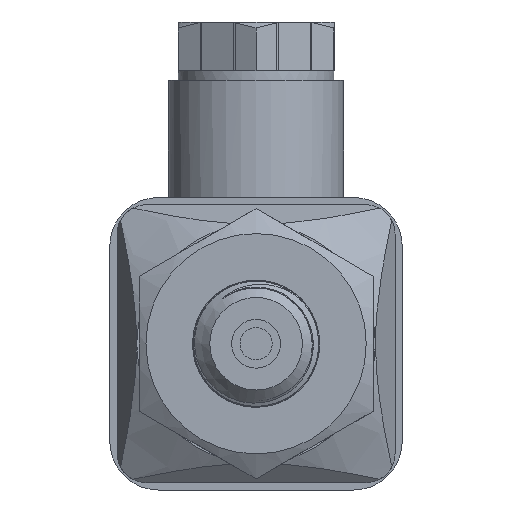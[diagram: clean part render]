
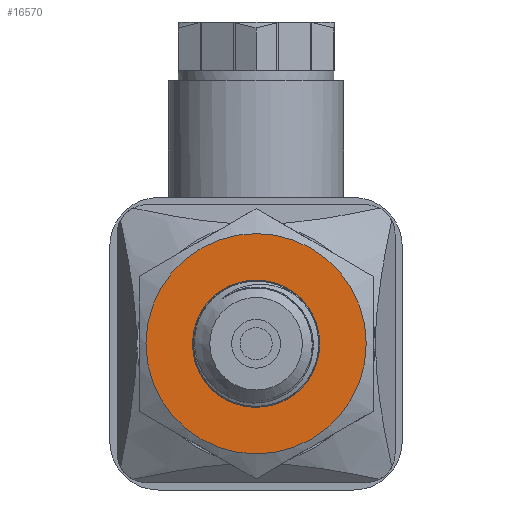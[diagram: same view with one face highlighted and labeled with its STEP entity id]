
A CAD part, left-side view. The second image highlights one B-rep face of the part: STEP entity #16570.
In plain terms, the highlighted planar face has unit normal (-1, 0, 0).
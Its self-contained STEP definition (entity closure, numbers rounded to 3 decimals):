
#191=PLANE('',#17521);
#651=FACE_BOUND('',#2292,.T.);
#1308=FACE_OUTER_BOUND('',#2291,.T.);
#2291=EDGE_LOOP('',(#12660));
#2292=EDGE_LOOP('',(#12661));
#3144=CIRCLE('',#17500,11.3);
#3149=CIRCLE('',#17517,6.5);
#7521=VERTEX_POINT('',#29190);
#7539=VERTEX_POINT('',#32713);
#9377=EDGE_CURVE('',#7521,#7521,#3144,.T.);
#9411=EDGE_CURVE('',#7539,#7539,#3149,.T.);
#12660=ORIENTED_EDGE('',*,*,#9377,.T.);
#12661=ORIENTED_EDGE('',*,*,#9411,.T.);
#16570=ADVANCED_FACE('',(#1308,#651),#191,.T.);
#17500=AXIS2_PLACEMENT_3D('',#29192,#19084,#19085);
#17517=AXIS2_PLACEMENT_3D('',#32714,#19126,#19127);
#17521=AXIS2_PLACEMENT_3D('',#32720,#19134,#19135);
#19084=DIRECTION('center_axis',(-1.,0.,0.));
#19085=DIRECTION('ref_axis',(0.,1.,0.));
#19126=DIRECTION('center_axis',(1.,0.,0.));
#19127=DIRECTION('ref_axis',(0.,0.,-1.));
#19134=DIRECTION('center_axis',(-1.,0.,0.));
#19135=DIRECTION('ref_axis',(0.,0.,1.));
#29190=CARTESIAN_POINT('',(15.,-11.3,0.));
#29192=CARTESIAN_POINT('Origin',(15.,0.,0.));
#32713=CARTESIAN_POINT('',(15.,0.,6.5));
#32714=CARTESIAN_POINT('Origin',(15.,0.,0.));
#32720=CARTESIAN_POINT('Origin',(15.,12.,0.));
